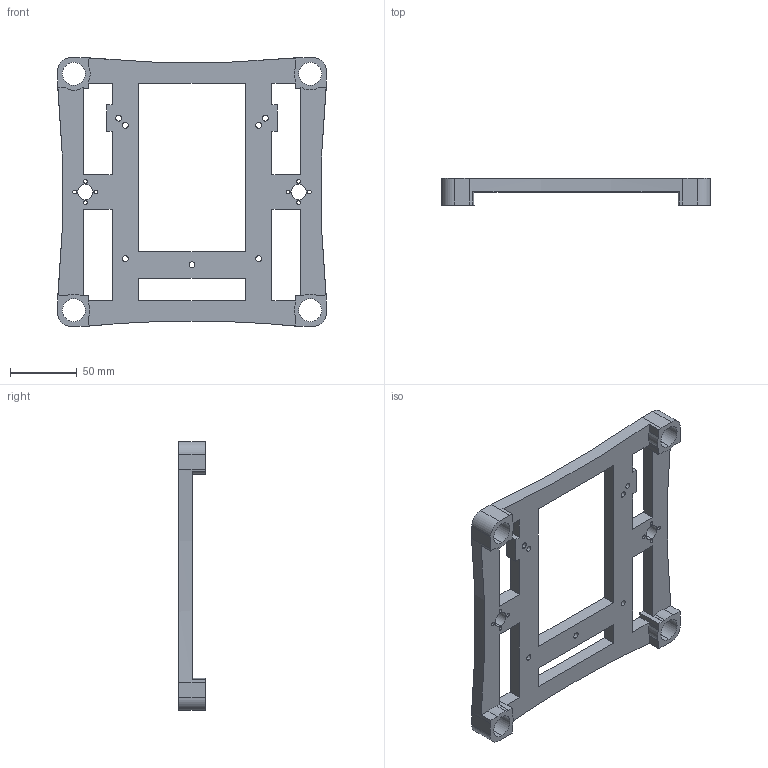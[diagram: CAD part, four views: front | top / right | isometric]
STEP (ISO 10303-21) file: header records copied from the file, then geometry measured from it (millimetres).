
FILE_DESCRIPTION (( 'STEP AP214' ), '1' );
FILE_NAME ('V1Rook_Tray 10mm.STEP', '2022-11-15T22:03:47', ( '' ), ( '' ), 'SwSTEP 2.0', 'SolidWorks 2020', '' );
FILE_SCHEMA (( 'AUTOMOTIVE_DESIGN' ));
Length unit declared in the file: millimetre
Products named in the file (1): V1Rook_Tray 10mm
Bounding box: 201.74 x 20 x 201.74 mm (x, y, z)
Volume: 213433.5 mm3; surface area: 73047.6 mm2
Topology: 1 solids, 1 shells, 152 faces, 443 edges, 294 vertices
Faces by surface type: plane 79, cylinder 73
Entity records: 5211 total; most frequent: DIRECTION 903, CARTESIAN_POINT 890, ORIENTED_EDGE 886, EDGE_CURVE 443, AXIS2_PLACEMENT_3D 307, VERTEX_POINT 294, LINE 289, VECTOR 289
